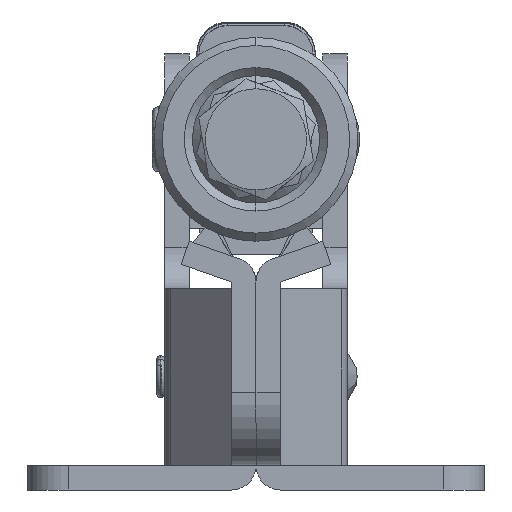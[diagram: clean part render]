
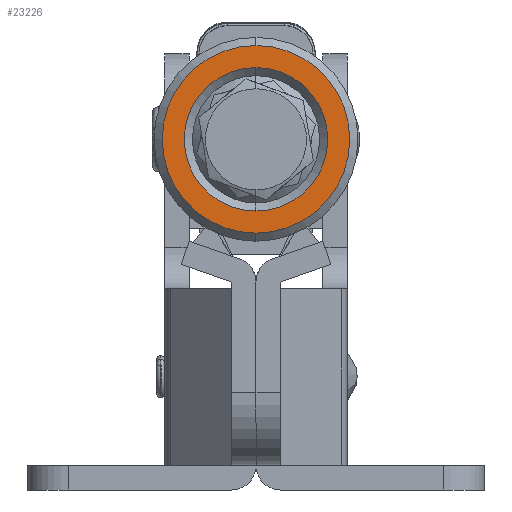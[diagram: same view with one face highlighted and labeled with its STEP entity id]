
A CAD part, left-side view. The second image highlights one B-rep face of the part: STEP entity #23226.
In plain terms, the highlighted planar face has unit normal (-1, 0, 0).
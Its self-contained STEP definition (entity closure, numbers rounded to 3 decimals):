
#4714 = CARTESIAN_POINT ( 'NONE',  ( -139.5, 11.2, 48.8 ) ) ;
#4736 = CARTESIAN_POINT ( 'NONE',  ( -139.5, 11.2, 28.5 ) ) ;
#4738 = CARTESIAN_POINT ( 'NONE',  ( -139.5, 11.2, 51.5 ) ) ;
#4747 = CIRCLE ( 'NONE', #4808, 8.8 ) ;
#4749 = AXIS2_PLACEMENT_3D ( 'NONE', #4758, #4810, #4803 ) ;
#4750 = CARTESIAN_POINT ( 'NONE',  ( -139.5, 11.2, 40. ) ) ;
#4756 = FACE_OUTER_BOUND ( 'NONE', #23241, .T. ) ;
#4758 = CARTESIAN_POINT ( 'NONE',  ( -139.5, 11.2, 40. ) ) ;
#4759 = DIRECTION ( 'NONE',  ( 0., 0., 1. ) ) ;
#4760 = DIRECTION ( 'NONE',  ( -1., 0., 0. ) ) ;
#4761 = CARTESIAN_POINT ( 'NONE',  ( -139.5, 11.2, 40. ) ) ;
#4764 = CARTESIAN_POINT ( 'NONE',  ( -139.5, 11.2, 40. ) ) ;
#4768 = CARTESIAN_POINT ( 'NONE',  ( -139.5, 11.2, 31.2 ) ) ;
#4769 = AXIS2_PLACEMENT_3D ( 'NONE', #4761, #4760, #4759 ) ;
#4770 = CIRCLE ( 'NONE', #4769, 11.5 ) ;
#4791 = DIRECTION ( 'NONE',  ( 0., 0., 1. ) ) ;
#4792 = DIRECTION ( 'NONE',  ( -1., 0., 0. ) ) ;
#4793 = AXIS2_PLACEMENT_3D ( 'NONE', #4800, #4792, #4791 ) ;
#4796 = CIRCLE ( 'NONE', #4793, 11.5 ) ;
#4797 = DIRECTION ( 'NONE',  ( 0., 0., 1. ) ) ;
#4798 = DIRECTION ( 'NONE',  ( 1., 0., 0. ) ) ;
#4799 = AXIS2_PLACEMENT_3D ( 'NONE', #4750, #4798, #4797 ) ;
#4800 = CARTESIAN_POINT ( 'NONE',  ( -139.5, 11.2, 40. ) ) ;
#4803 = DIRECTION ( 'NONE',  ( 0., 0., 1. ) ) ;
#4805 = CIRCLE ( 'NONE', #4799, 8.8 ) ;
#4806 = DIRECTION ( 'NONE',  ( 0., 0., 1. ) ) ;
#4807 = DIRECTION ( 'NONE',  ( 1., 0., 0. ) ) ;
#4808 = AXIS2_PLACEMENT_3D ( 'NONE', #4764, #4807, #4806 ) ;
#4809 = FACE_BOUND ( 'NONE', #23224, .T. ) ;
#4810 = DIRECTION ( 'NONE',  ( -1., 0., 0. ) ) ;
#4812 = PLANE ( 'NONE',  #4749 ) ;
#23135 = VERTEX_POINT ( 'NONE', #4714 ) ;
#23183 = VERTEX_POINT ( 'NONE', #4738 ) ;
#23184 = VERTEX_POINT ( 'NONE', #4736 ) ;
#23207 = VERTEX_POINT ( 'NONE', #4768 ) ;
#23209 = EDGE_CURVE ( 'NONE', #23183, #23184, #4770, .T. ) ;
#23222 = EDGE_CURVE ( 'NONE', #23135, #23207, #4747, .T. ) ;
#23224 = EDGE_LOOP ( 'NONE', ( #23244, #23228 ) ) ;
#23226 = ADVANCED_FACE ( 'NONE', ( #4756, #4809 ), #4812, .T. ) ;
#23227 = ORIENTED_EDGE ( 'NONE', *, *, #23238, .T. ) ;
#23228 = ORIENTED_EDGE ( 'NONE', *, *, #23230, .T. ) ;
#23230 = EDGE_CURVE ( 'NONE', #23207, #23135, #4805, .T. ) ;
#23232 = ORIENTED_EDGE ( 'NONE', *, *, #23209, .T. ) ;
#23238 = EDGE_CURVE ( 'NONE', #23184, #23183, #4796, .T. ) ;
#23241 = EDGE_LOOP ( 'NONE', ( #23227, #23232 ) ) ;
#23244 = ORIENTED_EDGE ( 'NONE', *, *, #23222, .T. ) ;
